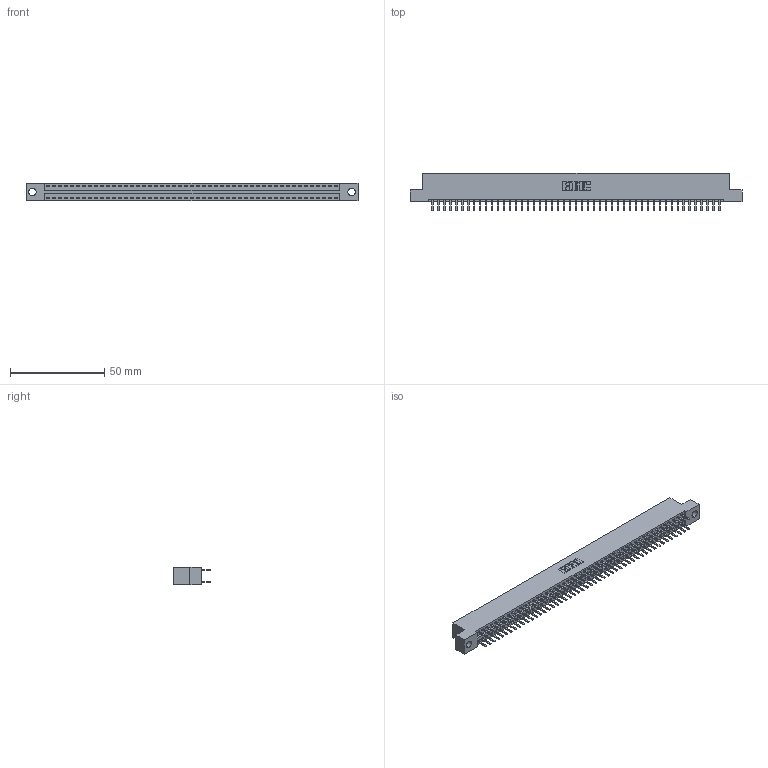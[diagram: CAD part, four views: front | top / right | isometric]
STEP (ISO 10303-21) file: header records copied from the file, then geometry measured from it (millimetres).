
FILE_DESCRIPTION (( 'STEP AP203' ), '1' );
FILE_NAME ('396-098-520-204.STEP', '2018-09-14T04:08:32', ( '' ), ( '' ), 'SwSTEP 2.0', 'SolidWorks 2016', '' );
FILE_SCHEMA (( 'CONFIG_CONTROL_DESIGN' ));
Length unit declared in the file: inch
Products named in the file (3): 396-098-520-204; 346 Part_Flush Mounting Lugs - 0.156 Dia-TH; 345-292-001_345-293-120
Assembly tree (99 placements, depth 2):
  396-098-520-204
    346 Part_Flush Mounting Lugs - 0.156 Dia-TH
    345-292-001_345-293-120  x98
Bounding box: 176.15 x 20.02 x 9.4 mm (x, y, z)
Volume: 17100.1 mm3; surface area: 23327.7 mm2
Topology: 99 solids, 99 shells, 5610 faces, 16303 edges, 10606 vertices
Faces by surface type: plane 3702, cylinder 1908
Entity records: 31153 total; most frequent: CARTESIAN_POINT 5136, ORIENTED_EDGE 5058, DIRECTION 4565, EDGE_CURVE 2529, VECTOR 2197, LINE 2197, VERTEX_POINT 1682, AXIS2_PLACEMENT_3D 1184
